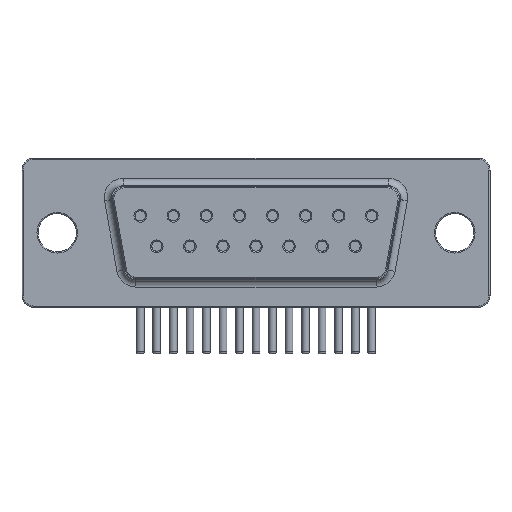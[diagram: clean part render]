
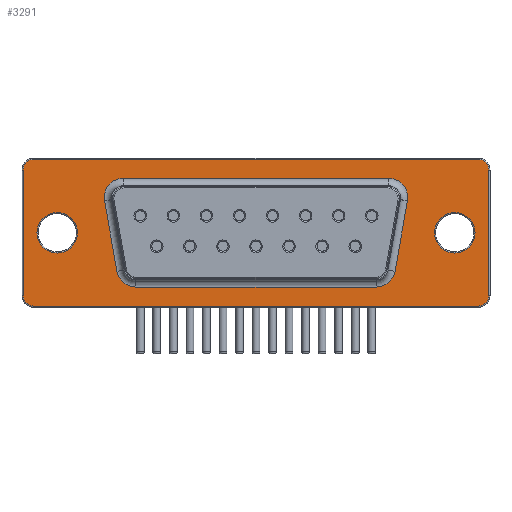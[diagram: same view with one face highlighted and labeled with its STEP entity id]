
A CAD part, front view. The second image highlights one B-rep face of the part: STEP entity #3291.
In plain terms, the highlighted planar face has unit normal (0, -1, 0).
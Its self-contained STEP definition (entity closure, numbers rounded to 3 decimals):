
#3040 = VERTEX_POINT('',#3041);
#3041 = CARTESIAN_POINT('',(-29.195,-12.24,1.));
#3050 = VERTEX_POINT('',#3051);
#3051 = CARTESIAN_POINT('',(-28.295,-12.24,0.1));
#3058 = EDGE_CURVE('',#3040,#3050,#3059,.T.);
#3059 = CIRCLE('',#3060,0.9);
#3060 = AXIS2_PLACEMENT_3D('',#3061,#3062,#3063);
#3061 = CARTESIAN_POINT('',(-28.295,-12.24,1.));
#3062 = DIRECTION('',(0.,-1.,0.));
#3063 = DIRECTION('',(-1.,0.,0.));
#3074 = EDGE_CURVE('',#3050,#3075,#3077,.T.);
#3075 = VERTEX_POINT('',#3076);
#3076 = CARTESIAN_POINT('',(8.905,-12.24,0.1));
#3077 = LINE('',#3078,#3079);
#3078 = CARTESIAN_POINT('',(-28.295,-12.24,0.1));
#3079 = VECTOR('',#3080,1.);
#3080 = DIRECTION('',(1.,0.,0.));
#3099 = VERTEX_POINT('',#3100);
#3100 = CARTESIAN_POINT('',(-29.195,-12.24,11.5));
#3107 = EDGE_CURVE('',#3099,#3040,#3108,.T.);
#3108 = LINE('',#3109,#3110);
#3109 = CARTESIAN_POINT('',(-29.195,-12.24,11.5));
#3110 = VECTOR('',#3111,1.);
#3111 = DIRECTION('',(0.,0.,-1.));
#3126 = VERTEX_POINT('',#3127);
#3127 = CARTESIAN_POINT('',(9.805,-12.24,1.));
#3134 = EDGE_CURVE('',#3075,#3126,#3135,.T.);
#3135 = CIRCLE('',#3136,0.9);
#3136 = AXIS2_PLACEMENT_3D('',#3137,#3138,#3139);
#3137 = CARTESIAN_POINT('',(8.905,-12.24,1.));
#3138 = DIRECTION('',(0.,-1.,0.));
#3139 = DIRECTION('',(0.,0.,-1.));
#3150 = VERTEX_POINT('',#3151);
#3151 = CARTESIAN_POINT('',(-28.295,-12.24,12.4));
#3160 = EDGE_CURVE('',#3150,#3099,#3161,.T.);
#3161 = CIRCLE('',#3162,0.9);
#3162 = AXIS2_PLACEMENT_3D('',#3163,#3164,#3165);
#3163 = CARTESIAN_POINT('',(-28.295,-12.24,11.5));
#3164 = DIRECTION('',(0.,-1.,0.));
#3165 = DIRECTION('',(0.,0.,1.));
#3176 = EDGE_CURVE('',#3126,#3177,#3179,.T.);
#3177 = VERTEX_POINT('',#3178);
#3178 = CARTESIAN_POINT('',(9.805,-12.24,11.5));
#3179 = LINE('',#3180,#3181);
#3180 = CARTESIAN_POINT('',(9.805,-12.24,1.));
#3181 = VECTOR('',#3182,1.);
#3182 = DIRECTION('',(0.,0.,1.));
#3201 = VERTEX_POINT('',#3202);
#3202 = CARTESIAN_POINT('',(8.905,-12.24,12.4));
#3209 = EDGE_CURVE('',#3201,#3150,#3210,.T.);
#3210 = LINE('',#3211,#3212);
#3211 = CARTESIAN_POINT('',(8.905,-12.24,12.4));
#3212 = VECTOR('',#3213,1.);
#3213 = DIRECTION('',(-1.,0.,0.));
#3228 = EDGE_CURVE('',#3177,#3201,#3229,.T.);
#3229 = CIRCLE('',#3230,0.9);
#3230 = AXIS2_PLACEMENT_3D('',#3231,#3232,#3233);
#3231 = CARTESIAN_POINT('',(8.905,-12.24,11.5));
#3232 = DIRECTION('',(0.,-1.,0.));
#3233 = DIRECTION('',(1.,0.,0.));
#3244 = VERTEX_POINT('',#3245);
#3245 = CARTESIAN_POINT('',(-24.645,-12.24,6.25));
#3254 = EDGE_CURVE('',#3244,#3244,#3255,.T.);
#3255 = CIRCLE('',#3256,1.7);
#3256 = AXIS2_PLACEMENT_3D('',#3257,#3258,#3259);
#3257 = CARTESIAN_POINT('',(-26.345,-12.24,6.25));
#3258 = DIRECTION('',(0.,-1.,0.));
#3259 = DIRECTION('',(1.,0.,0.));
#3270 = VERTEX_POINT('',#3271);
#3271 = CARTESIAN_POINT('',(8.655,-12.24,6.25));
#3280 = EDGE_CURVE('',#3270,#3270,#3281,.T.);
#3281 = CIRCLE('',#3282,1.7);
#3282 = AXIS2_PLACEMENT_3D('',#3283,#3284,#3285);
#3283 = CARTESIAN_POINT('',(6.955,-12.24,6.25));
#3284 = DIRECTION('',(0.,-1.,0.));
#3285 = DIRECTION('',(1.,0.,0.));
#3291 = ADVANCED_FACE('',(#3292,#3362,#3372,#3375),#3378,.T.);
#3292 = FACE_BOUND('',#3293,.T.);
#3293 = EDGE_LOOP('',(#3294,#3304,#3313,#3321,#3330,#3338,#3347,#3355));
#3294 = ORIENTED_EDGE('',*,*,#3295,.T.);
#3295 = EDGE_CURVE('',#3296,#3298,#3300,.T.);
#3296 = VERTEX_POINT('',#3297);
#3297 = CARTESIAN_POINT('',(2.99,-12.24,8.924));
#3298 = VERTEX_POINT('',#3299);
#3299 = CARTESIAN_POINT('',(1.956,-12.24,3.024));
#3300 = LINE('',#3301,#3302);
#3301 = CARTESIAN_POINT('',(2.99,-12.24,8.924));
#3302 = VECTOR('',#3303,1.);
#3303 = DIRECTION('',(-0.173,0.,
-0.985));
#3304 = ORIENTED_EDGE('',*,*,#3305,.T.);
#3305 = EDGE_CURVE('',#3298,#3306,#3308,.T.);
#3306 = VERTEX_POINT('',#3307);
#3307 = CARTESIAN_POINT('',(0.38,-12.24,1.7));
#3308 = CIRCLE('',#3309,1.6);
#3309 = AXIS2_PLACEMENT_3D('',#3310,#3311,#3312);
#3310 = CARTESIAN_POINT('',(0.38,-12.24,3.3));
#3311 = DIRECTION('',(0.,1.,0.));
#3312 = DIRECTION('',(0.985,0.,
-0.173));
#3313 = ORIENTED_EDGE('',*,*,#3314,.T.);
#3314 = EDGE_CURVE('',#3306,#3315,#3317,.T.);
#3315 = VERTEX_POINT('',#3316);
#3316 = CARTESIAN_POINT('',(-19.77,-12.24,1.7));
#3317 = LINE('',#3318,#3319);
#3318 = CARTESIAN_POINT('',(0.38,-12.24,1.7));
#3319 = VECTOR('',#3320,1.);
#3320 = DIRECTION('',(-1.,0.,0.));
#3321 = ORIENTED_EDGE('',*,*,#3322,.T.);
#3322 = EDGE_CURVE('',#3315,#3323,#3325,.T.);
#3323 = VERTEX_POINT('',#3324);
#3324 = CARTESIAN_POINT('',(-21.346,-12.24,3.024));
#3325 = CIRCLE('',#3326,1.6);
#3326 = AXIS2_PLACEMENT_3D('',#3327,#3328,#3329);
#3327 = CARTESIAN_POINT('',(-19.77,-12.24,3.3));
#3328 = DIRECTION('',(0.,1.,0.));
#3329 = DIRECTION('',(0.,0.,-1.));
#3330 = ORIENTED_EDGE('',*,*,#3331,.T.);
#3331 = EDGE_CURVE('',#3323,#3332,#3334,.T.);
#3332 = VERTEX_POINT('',#3333);
#3333 = CARTESIAN_POINT('',(-22.38,-12.24,8.924));
#3334 = LINE('',#3335,#3336);
#3335 = CARTESIAN_POINT('',(-21.346,-12.24,3.024));
#3336 = VECTOR('',#3337,1.);
#3337 = DIRECTION('',(-0.173,0.,0.985
));
#3338 = ORIENTED_EDGE('',*,*,#3339,.T.);
#3339 = EDGE_CURVE('',#3332,#3340,#3342,.T.);
#3340 = VERTEX_POINT('',#3341);
#3341 = CARTESIAN_POINT('',(-20.804,-12.24,10.8));
#3342 = CIRCLE('',#3343,1.6);
#3343 = AXIS2_PLACEMENT_3D('',#3344,#3345,#3346);
#3344 = CARTESIAN_POINT('',(-20.804,-12.24,9.2));
#3345 = DIRECTION('',(0.,1.,0.));
#3346 = DIRECTION('',(-0.985,0.,
-0.173));
#3347 = ORIENTED_EDGE('',*,*,#3348,.T.);
#3348 = EDGE_CURVE('',#3340,#3349,#3351,.T.);
#3349 = VERTEX_POINT('',#3350);
#3350 = CARTESIAN_POINT('',(1.414,-12.24,10.8));
#3351 = LINE('',#3352,#3353);
#3352 = CARTESIAN_POINT('',(-20.804,-12.24,10.8));
#3353 = VECTOR('',#3354,1.);
#3354 = DIRECTION('',(1.,0.,0.));
#3355 = ORIENTED_EDGE('',*,*,#3356,.T.);
#3356 = EDGE_CURVE('',#3349,#3296,#3357,.T.);
#3357 = CIRCLE('',#3358,1.6);
#3358 = AXIS2_PLACEMENT_3D('',#3359,#3360,#3361);
#3359 = CARTESIAN_POINT('',(1.414,-12.24,9.2));
#3360 = DIRECTION('',(0.,1.,0.));
#3361 = DIRECTION('',(0.,0.,1.));
#3362 = FACE_BOUND('',#3363,.T.);
#3363 = EDGE_LOOP('',(#3364,#3365,#3366,#3367,#3368,#3369,#3370,#3371));
#3364 = ORIENTED_EDGE('',*,*,#3134,.T.);
#3365 = ORIENTED_EDGE('',*,*,#3176,.T.);
#3366 = ORIENTED_EDGE('',*,*,#3228,.T.);
#3367 = ORIENTED_EDGE('',*,*,#3209,.T.);
#3368 = ORIENTED_EDGE('',*,*,#3160,.T.);
#3369 = ORIENTED_EDGE('',*,*,#3107,.T.);
#3370 = ORIENTED_EDGE('',*,*,#3058,.T.);
#3371 = ORIENTED_EDGE('',*,*,#3074,.T.);
#3372 = FACE_BOUND('',#3373,.T.);
#3373 = EDGE_LOOP('',(#3374));
#3374 = ORIENTED_EDGE('',*,*,#3280,.F.);
#3375 = FACE_BOUND('',#3376,.T.);
#3376 = EDGE_LOOP('',(#3377));
#3377 = ORIENTED_EDGE('',*,*,#3254,.F.);
#3378 = PLANE('',#3379);
#3379 = AXIS2_PLACEMENT_3D('',#3380,#3381,#3382);
#3380 = CARTESIAN_POINT('',(-9.695,-12.24,6.25));
#3381 = DIRECTION('',(0.,-1.,0.));
#3382 = DIRECTION('',(1.,0.,0.));
